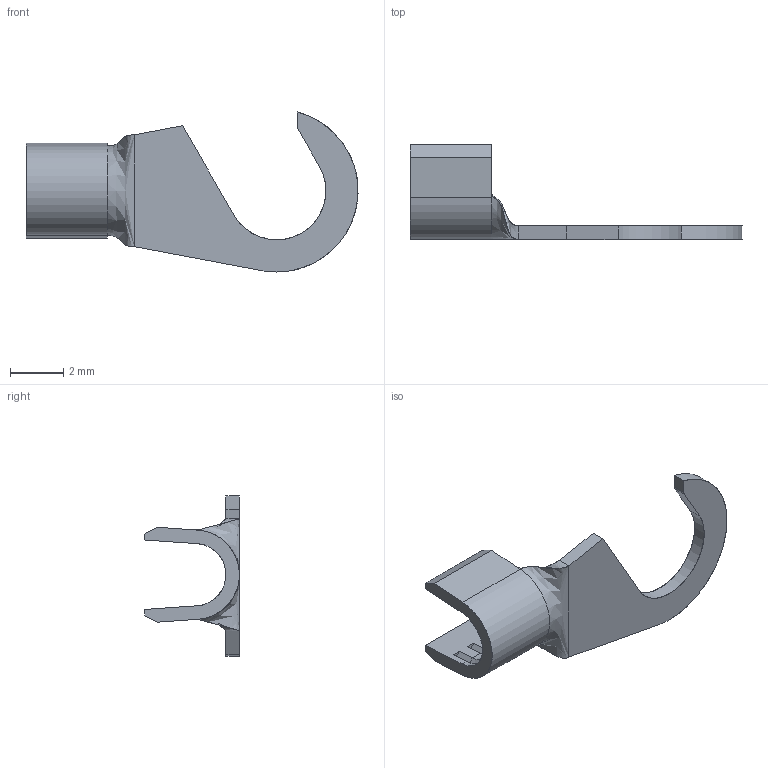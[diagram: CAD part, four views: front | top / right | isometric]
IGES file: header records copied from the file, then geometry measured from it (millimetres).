
Start section: SolidWorks IGES file using analytic representation for surfaces
Global section: file name: 04723.IGS; native system: SolidWorks 2014; preprocessor: SolidWorks 2014; author: sjohnson; date: 150205.133745; units: inch
Bounding box: 12.44 x 3.56 x 6 mm (x, y, z)
Surface area: 136.3 mm2 (no closed solid volume)
Topology: 0 solids, 0 shells, 66 faces, 442 edges, 442 vertices
Faces by surface type: bspline 48, revolution 18
